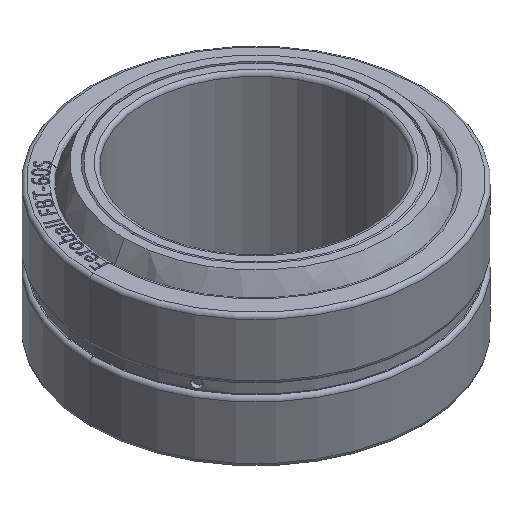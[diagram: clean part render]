
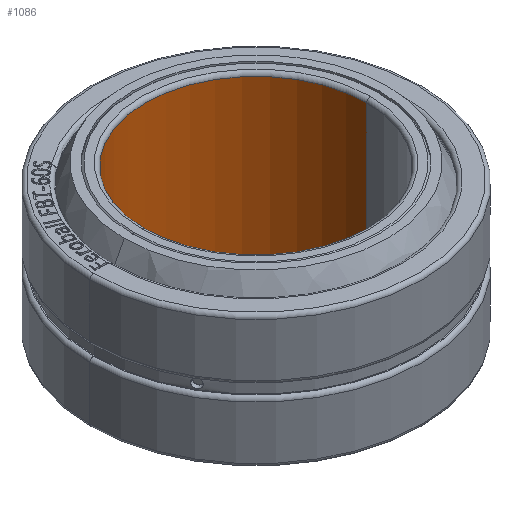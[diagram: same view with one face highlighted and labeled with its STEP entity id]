
A CAD part, isometric view. The second image highlights one B-rep face of the part: STEP entity #1086.
In plain terms, the highlighted cylindrical face has radius 29.997 mm (diameter 59.993 mm), a partial arc.
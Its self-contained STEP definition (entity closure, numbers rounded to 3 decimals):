
#246 = CARTESIAN_POINT ( 'NONE',  ( 29.997, 0., 1. ) ) ;
#1086 = ADVANCED_FACE ( 'NONE', ( #18475 ), #16413, .F. ) ;
#1218 = LINE ( 'NONE', #19897, #25108 ) ;
#1237 = EDGE_CURVE ( 'NONE', #24438, #16918, #1218, .T. ) ;
#1312 = CARTESIAN_POINT ( 'NONE',  ( 0., 0., 43.925 ) ) ;
#1815 = DIRECTION ( 'NONE',  ( -1., 0., 0. ) ) ;
#2131 = ORIENTED_EDGE ( 'NONE', *, *, #22614, .T. ) ;
#2958 = DIRECTION ( 'NONE',  ( 0., 0., 1. ) ) ;
#3499 = VECTOR ( 'NONE', #19260, 1000. ) ;
#4203 = EDGE_CURVE ( 'NONE', #7872, #12917, #25840, .T. ) ;
#5075 = DIRECTION ( 'NONE',  ( 0., 0., -1. ) ) ;
#5370 = EDGE_LOOP ( 'NONE', ( #11832, #2131, #18274, #21606 ) ) ;
#7071 = DIRECTION ( 'NONE',  ( 1., 0., 0. ) ) ;
#7299 = DIRECTION ( 'NONE',  ( 0., 0., -1. ) ) ;
#7872 = VERTEX_POINT ( 'NONE', #22355 ) ;
#9771 = AXIS2_PLACEMENT_3D ( 'NONE', #1312, #7299, #1815 ) ;
#10125 = AXIS2_PLACEMENT_3D ( 'NONE', #20322, #18270, #26644 ) ;
#10898 = CARTESIAN_POINT ( 'NONE',  ( 29.997, 0., 43.925 ) ) ;
#11832 = ORIENTED_EDGE ( 'NONE', *, *, #4203, .F. ) ;
#12917 = VERTEX_POINT ( 'NONE', #246 ) ;
#15389 = CIRCLE ( 'NONE', #10125, 29.997 ) ;
#16286 = EDGE_CURVE ( 'NONE', #16918, #12917, #15389, .T. ) ;
#16413 = CYLINDRICAL_SURFACE ( 'NONE', #9771, 29.997 ) ;
#16918 = VERTEX_POINT ( 'NONE', #23225 ) ;
#18270 = DIRECTION ( 'NONE',  ( 0., 0., -1. ) ) ;
#18274 = ORIENTED_EDGE ( 'NONE', *, *, #1237, .T. ) ;
#18475 = FACE_OUTER_BOUND ( 'NONE', #5370, .T. ) ;
#19260 = DIRECTION ( 'NONE',  ( 0., 0., -1. ) ) ;
#19897 = CARTESIAN_POINT ( 'NONE',  ( -29.997, 0., 43.925 ) ) ;
#20322 = CARTESIAN_POINT ( 'NONE',  ( 0., 0., 1. ) ) ;
#20930 = CIRCLE ( 'NONE', #23991, 29.997 ) ;
#21606 = ORIENTED_EDGE ( 'NONE', *, *, #16286, .T. ) ;
#22355 = CARTESIAN_POINT ( 'NONE',  ( 29.997, 0., 42.925 ) ) ;
#22614 = EDGE_CURVE ( 'NONE', #7872, #24438, #20930, .T. ) ;
#23225 = CARTESIAN_POINT ( 'NONE',  ( -29.997, 0., 1. ) ) ;
#23991 = AXIS2_PLACEMENT_3D ( 'NONE', #25883, #2958, #7071 ) ;
#24438 = VERTEX_POINT ( 'NONE', #26887 ) ;
#25108 = VECTOR ( 'NONE', #5075, 1000. ) ;
#25840 = LINE ( 'NONE', #10898, #3499 ) ;
#25883 = CARTESIAN_POINT ( 'NONE',  ( 0., 0., 42.925 ) ) ;
#26644 = DIRECTION ( 'NONE',  ( 1., 0., 0. ) ) ;
#26887 = CARTESIAN_POINT ( 'NONE',  ( -29.997, 0., 42.925 ) ) ;
